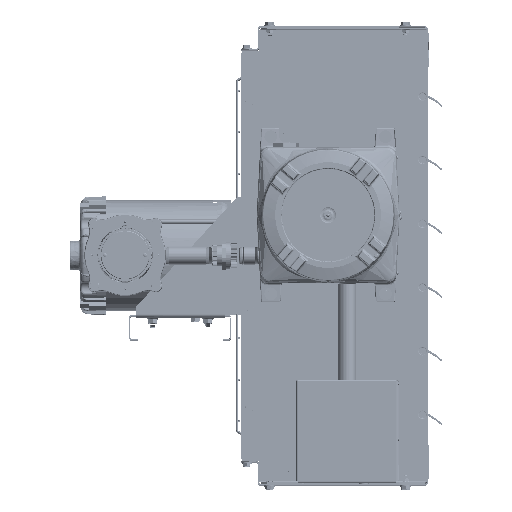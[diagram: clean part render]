
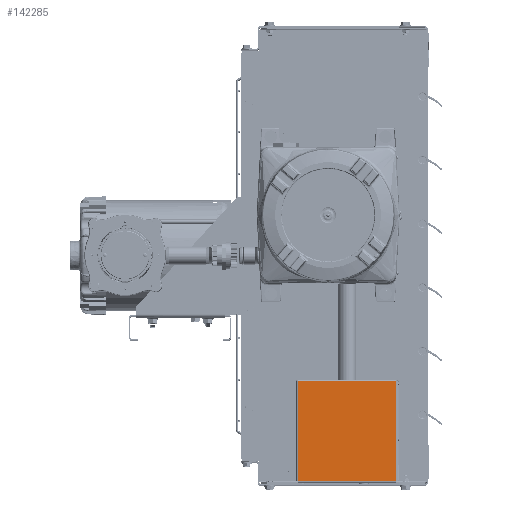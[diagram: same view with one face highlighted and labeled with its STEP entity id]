
A CAD part, top view. The second image highlights one B-rep face of the part: STEP entity #142285.
In plain terms, the highlighted planar face has unit normal (0, 0, 1).
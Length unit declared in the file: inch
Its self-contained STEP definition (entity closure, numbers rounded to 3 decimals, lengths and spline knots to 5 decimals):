
#4256 = CARTESIAN_POINT ( 'NONE',  ( -3., 1.74543, 16.5648 ) ) ;
#8947 = DIRECTION ( 'NONE',  ( 0., 1., 0. ) ) ;
#9756 = ORIENTED_EDGE ( 'NONE', *, *, #75434, .T. ) ;
#10194 = CARTESIAN_POINT ( 'NONE',  ( -2.9022, 1.79543, 16.5648 ) ) ;
#23979 = DIRECTION ( 'NONE',  ( 0., -1., 0. ) ) ;
#25916 = EDGE_CURVE ( 'NONE', #101549, #114558, #80681, .T. ) ;
#38485 = VERTEX_POINT ( 'NONE', #159710 ) ;
#48412 = DIRECTION ( 'NONE',  ( 0., 1., 0. ) ) ;
#68668 = CARTESIAN_POINT ( 'NONE',  ( 2.9022, 7.69543, 16.5648 ) ) ;
#69474 = VECTOR ( 'NONE', #147016, 39.37008 ) ;
#75434 = EDGE_CURVE ( 'NONE', #114558, #75987, #236857, .T. ) ;
#75987 = VERTEX_POINT ( 'NONE', #223253 ) ;
#80681 = LINE ( 'NONE', #185020, #230138 ) ;
#83898 = CARTESIAN_POINT ( 'NONE',  ( 2.9022, 1.79543, 16.5648 ) ) ;
#98952 = EDGE_CURVE ( 'NONE', #38485, #75987, #216375, .T. ) ;
#101073 = PLANE ( 'NONE',  #111205 ) ;
#101549 = VERTEX_POINT ( 'NONE', #83898 ) ;
#111205 = AXIS2_PLACEMENT_3D ( 'NONE', #4256, #141120, #23979 ) ;
#114558 = VERTEX_POINT ( 'NONE', #68668 ) ;
#125207 = CARTESIAN_POINT ( 'NONE',  ( -2.9022, 1.74543, 16.5648 ) ) ;
#132955 = VECTOR ( 'NONE', #222707, 39.37008 ) ;
#141120 = DIRECTION ( 'NONE',  ( 0., 0., 1. ) ) ;
#142285 = ADVANCED_FACE ( 'NONE', ( #207955 ), #101073, .T. ) ;
#147016 = DIRECTION ( 'NONE',  ( 1., 0., 0. ) ) ;
#159710 = CARTESIAN_POINT ( 'NONE',  ( -2.9022, 1.79543, 16.5648 ) ) ;
#162391 = ORIENTED_EDGE ( 'NONE', *, *, #98952, .F. ) ;
#164437 = VECTOR ( 'NONE', #48412, 39.37008 ) ;
#173227 = LINE ( 'NONE', #10194, #69474 ) ;
#180314 = ORIENTED_EDGE ( 'NONE', *, *, #192384, .T. ) ;
#181966 = ORIENTED_EDGE ( 'NONE', *, *, #25916, .T. ) ;
#182585 = CARTESIAN_POINT ( 'NONE',  ( 2.9022, 7.69543, 16.5648 ) ) ;
#185020 = CARTESIAN_POINT ( 'NONE',  ( 2.9022, 1.74543, 16.5648 ) ) ;
#192384 = EDGE_CURVE ( 'NONE', #38485, #101549, #173227, .T. ) ;
#207645 = EDGE_LOOP ( 'NONE', ( #181966, #9756, #162391, #180314 ) ) ;
#207955 = FACE_OUTER_BOUND ( 'NONE', #207645, .T. ) ;
#216375 = LINE ( 'NONE', #125207, #164437 ) ;
#222707 = DIRECTION ( 'NONE',  ( -1., 0., 0. ) ) ;
#223253 = CARTESIAN_POINT ( 'NONE',  ( -2.9022, 7.69543, 16.5648 ) ) ;
#230138 = VECTOR ( 'NONE', #8947, 39.37008 ) ;
#236857 = LINE ( 'NONE', #182585, #132955 ) ;
